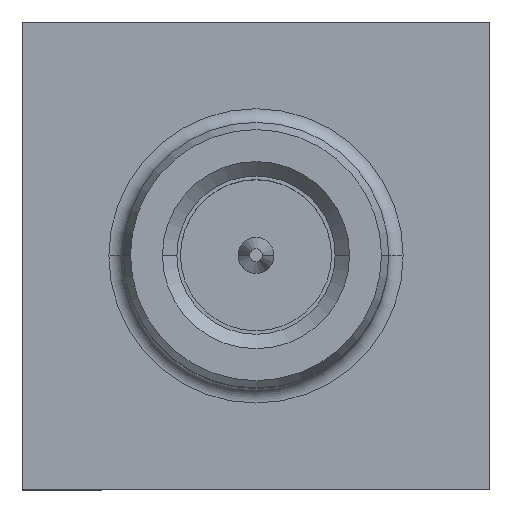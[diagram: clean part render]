
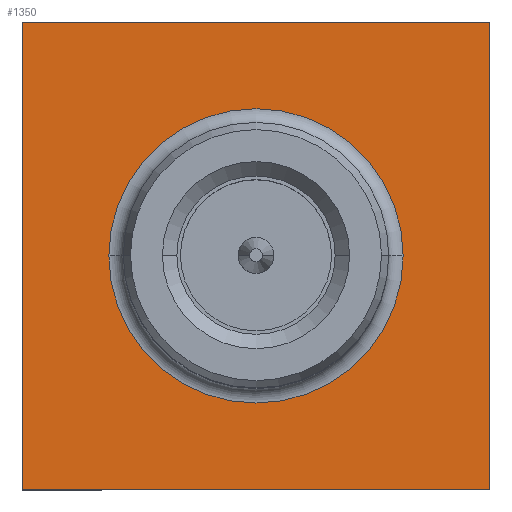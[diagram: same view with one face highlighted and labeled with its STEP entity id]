
A CAD part, top view. The second image highlights one B-rep face of the part: STEP entity #1350.
In plain terms, the highlighted planar face has unit normal (0, 0, 1).
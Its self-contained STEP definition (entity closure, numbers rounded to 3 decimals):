
#287 = PLANE ( 'NONE',  #1568 ) ;
#288 = CARTESIAN_POINT ( 'NONE',  ( 0., 2.045, -6. ) ) ;
#289 = DIRECTION ( 'NONE',  ( 0., 0., -1. ) ) ;
#290 = DIRECTION ( 'NONE',  ( -1., 0., 0. ) ) ;
#302 = CARTESIAN_POINT ( 'NONE',  ( -3.25, 2.045, -6. ) ) ;
#303 = DIRECTION ( 'NONE',  ( 0., -1., 0. ) ) ;
#456 = CARTESIAN_POINT ( 'NONE',  ( -3.25, 3.25, -6. ) ) ;
#470 = CARTESIAN_POINT ( 'NONE',  ( -2.045, 0., -6. ) ) ;
#487 = CARTESIAN_POINT ( 'NONE',  ( -3.25, -3.25, -6. ) ) ;
#496 = CARTESIAN_POINT ( 'NONE',  ( 3.25, 3.25, -6. ) ) ;
#531 = CARTESIAN_POINT ( 'NONE',  ( 3.25, -3.25, -6. ) ) ;
#705 = CARTESIAN_POINT ( 'NONE',  ( 2.045, 0., -6. ) ) ;
#734 = EDGE_CURVE ( 'NONE', #2076, #2180, #2902, .T. ) ;
#746 = EDGE_CURVE ( 'NONE', #2098, #2004, #2984, .T. ) ;
#757 = EDGE_CURVE ( 'NONE', #2180, #2098, #2982, .T. ) ;
#765 = VECTOR ( 'NONE', #303, 1000. ) ;
#952 = AXIS2_PLACEMENT_3D ( 'NONE', #3310, #3308, #3252 ) ;
#966 = CIRCLE ( 'NONE', #952, 2.045 ) ;
#1051 = ORIENTED_EDGE ( 'NONE', *, *, #757, .T. ) ;
#1062 = ORIENTED_EDGE ( 'NONE', *, *, #1352, .T. ) ;
#1120 = ORIENTED_EDGE ( 'NONE', *, *, #734, .T. ) ;
#1122 = ORIENTED_EDGE ( 'NONE', *, *, #746, .T. ) ;
#1148 = EDGE_LOOP ( 'NONE', ( #3738, #3585 ) ) ;
#1209 = EDGE_CURVE ( 'NONE', #2048, #3782, #966, .T. ) ;
#1262 = EDGE_CURVE ( 'NONE', #3782, #2048, #1891, .T. ) ;
#1350 = ADVANCED_FACE ( 'NONE', ( #2397, #2408 ), #287, .F. ) ;
#1352 = EDGE_CURVE ( 'NONE', #2004, #2076, #2392, .T. ) ;
#1381 = CARTESIAN_POINT ( 'NONE',  ( 0., 3.25, -6. ) ) ;
#1388 = DIRECTION ( 'NONE',  ( 1., 0., 0. ) ) ;
#1396 = DIRECTION ( 'NONE',  ( -1., 0., 0. ) ) ;
#1436 = CARTESIAN_POINT ( 'NONE',  ( 0., -3.25, -6. ) ) ;
#1568 = AXIS2_PLACEMENT_3D ( 'NONE', #288, #289, #290 ) ;
#1796 = VECTOR ( 'NONE', #1388, 1000. ) ;
#1799 = VECTOR ( 'NONE', #3886, 1000. ) ;
#1847 = VECTOR ( 'NONE', #1396, 1000. ) ;
#1891 = CIRCLE ( 'NONE', #1910, 2.045 ) ;
#1910 = AXIS2_PLACEMENT_3D ( 'NONE', #2836, #2721, #2746 ) ;
#2004 = VERTEX_POINT ( 'NONE', #456 ) ;
#2048 = VERTEX_POINT ( 'NONE', #470 ) ;
#2071 = EDGE_LOOP ( 'NONE', ( #1120, #1051, #1122, #1062 ) ) ;
#2076 = VERTEX_POINT ( 'NONE', #487 ) ;
#2098 = VERTEX_POINT ( 'NONE', #496 ) ;
#2180 = VERTEX_POINT ( 'NONE', #531 ) ;
#2392 = LINE ( 'NONE', #302, #765 ) ;
#2397 = FACE_OUTER_BOUND ( 'NONE', #2071, .T. ) ;
#2408 = FACE_BOUND ( 'NONE', #1148, .T. ) ;
#2721 = DIRECTION ( 'NONE',  ( 0., 0., 1. ) ) ;
#2746 = DIRECTION ( 'NONE',  ( 1., 0., 0. ) ) ;
#2836 = CARTESIAN_POINT ( 'NONE',  ( 0., 0., -6. ) ) ;
#2902 = LINE ( 'NONE', #1436, #1796 ) ;
#2982 = LINE ( 'NONE', #3808, #1799 ) ;
#2984 = LINE ( 'NONE', #1381, #1847 ) ;
#3252 = DIRECTION ( 'NONE',  ( 1., 0., 0. ) ) ;
#3308 = DIRECTION ( 'NONE',  ( 0., 0., 1. ) ) ;
#3310 = CARTESIAN_POINT ( 'NONE',  ( 0., 0., -6. ) ) ;
#3585 = ORIENTED_EDGE ( 'NONE', *, *, #1209, .F. ) ;
#3738 = ORIENTED_EDGE ( 'NONE', *, *, #1262, .F. ) ;
#3782 = VERTEX_POINT ( 'NONE', #705 ) ;
#3808 = CARTESIAN_POINT ( 'NONE',  ( 3.25, 2.045, -6. ) ) ;
#3886 = DIRECTION ( 'NONE',  ( 0., 1., 0. ) ) ;
